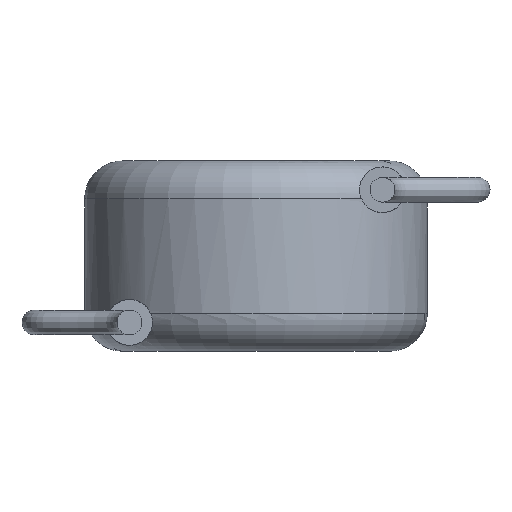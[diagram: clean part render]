
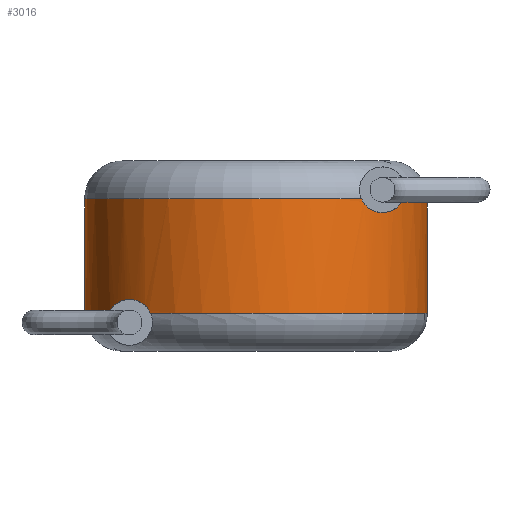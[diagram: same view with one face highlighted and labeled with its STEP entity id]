
A CAD part, front view. The second image highlights one B-rep face of the part: STEP entity #3016.
In plain terms, the highlighted cylindrical face has radius 4.5 mm (diameter 9 mm), a partial arc.
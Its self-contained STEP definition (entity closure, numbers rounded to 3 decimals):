
#37 = AXIS2_PLACEMENT_3D ( 'NONE', #2376, #2316, #1725 ) ;
#45 = B_SPLINE_CURVE_WITH_KNOTS ( 'NONE', 3,
 ( #1507, #2176, #4051, #3415, #1221, #2139, #2799, #3403 ),
 .UNSPECIFIED., .F., .F.,
 ( 4, 2, 2, 4 ),
 ( 0.003, 0.004, 0.004, 0.004 ),
 .UNSPECIFIED. ) ;
#48 = VERTEX_POINT ( 'NONE', #1361 ) ;
#170 = DIRECTION ( 'NONE',  ( 0., 0., -1. ) ) ;
#172 = CIRCLE ( 'NONE', #3974, 4.5 ) ;
#270 = CARTESIAN_POINT ( 'NONE',  ( -3.87, -2.297, 1. ) ) ;
#352 = ORIENTED_EDGE ( 'NONE', *, *, #3095, .T. ) ;
#363 = CARTESIAN_POINT ( 'NONE',  ( 3.321, -3.037, 3.642 ) ) ;
#442 = B_SPLINE_CURVE_WITH_KNOTS ( 'NONE', 3,
 ( #2079, #2374, #1691, #1724, #2358, #768, #3934, #3638, #3295, #2038, #2671, #1419, #2058, #1405 ),
 .UNSPECIFIED., .F., .F.,
 ( 4, 2, 2, 2, 2, 2, 4 ),
 ( 0.002, 0.003, 0.003, 0.003, 0.004, 0.004, 0.004 ),
 .UNSPECIFIED. ) ;
#478 = ORIENTED_EDGE ( 'NONE', *, *, #3692, .F. ) ;
#535 = ORIENTED_EDGE ( 'NONE', *, *, #1035, .T. ) ;
#623 = EDGE_CURVE ( 'NONE', #2646, #3187, #2416, .T. ) ;
#636 = AXIS2_PLACEMENT_3D ( 'NONE', #3755, #3425, #4060 ) ;
#649 = VERTEX_POINT ( 'NONE', #4065 ) ;
#658 = DIRECTION ( 'NONE',  ( 1., 0., 0. ) ) ;
#684 = VECTOR ( 'NONE', #877, 1000. ) ;
#750 = CARTESIAN_POINT ( 'NONE',  ( -4.5, 0., 5. ) ) ;
#762 = CARTESIAN_POINT ( 'NONE',  ( 3.119, -3.246, 3.666 ) ) ;
#768 = CARTESIAN_POINT ( 'NONE',  ( -3.265, -3.098, 1.358 ) ) ;
#801 = CARTESIAN_POINT ( 'NONE',  ( 3.224, -3.143, 3.642 ) ) ;
#859 = EDGE_CURVE ( 'NONE', #48, #2588, #172, .T. ) ;
#877 = DIRECTION ( 'NONE',  ( 0., 0., -1. ) ) ;
#897 = VERTEX_POINT ( 'NONE', #2599 ) ;
#927 = CARTESIAN_POINT ( 'NONE',  ( -4.5, 0., 4. ) ) ;
#984 = EDGE_CURVE ( 'NONE', #3187, #2258, #2466, .T. ) ;
#998 = DIRECTION ( 'NONE',  ( 0., 0., 1. ) ) ;
#1035 = EDGE_CURVE ( 'NONE', #3230, #2646, #1709, .T. ) ;
#1068 = LINE ( 'NONE', #3047, #684 ) ;
#1114 = CARTESIAN_POINT ( 'NONE',  ( 2.923, -3.424, 3.779 ) ) ;
#1123 = EDGE_CURVE ( 'NONE', #48, #2258, #442, .T. ) ;
#1199 = FACE_OUTER_BOUND ( 'NONE', #1971, .T. ) ;
#1219 = ORIENTED_EDGE ( 'NONE', *, *, #859, .T. ) ;
#1221 = CARTESIAN_POINT ( 'NONE',  ( 3.726, -2.524, 3.796 ) ) ;
#1320 = CARTESIAN_POINT ( 'NONE',  ( 4.5, 0., 1. ) ) ;
#1340 = DIRECTION ( 'NONE',  ( 1., 0., 0. ) ) ;
#1361 = CARTESIAN_POINT ( 'NONE',  ( -2.772, -3.545, 1. ) ) ;
#1405 = CARTESIAN_POINT ( 'NONE',  ( -3.87, -2.297, 1. ) ) ;
#1419 = CARTESIAN_POINT ( 'NONE',  ( -3.811, -2.394, 1.109 ) ) ;
#1459 = CARTESIAN_POINT ( 'NONE',  ( 2.772, -3.545, 4. ) ) ;
#1507 = CARTESIAN_POINT ( 'NONE',  ( 3.321, -3.037, 3.642 ) ) ;
#1691 = CARTESIAN_POINT ( 'NONE',  ( -2.939, -3.411, 1.236 ) ) ;
#1709 = CIRCLE ( 'NONE', #2988, 4.5 ) ;
#1724 = CARTESIAN_POINT ( 'NONE',  ( -3.1, -3.262, 1.319 ) ) ;
#1725 = DIRECTION ( 'NONE',  ( 1., 0., 0. ) ) ;
#1849 = ORIENTED_EDGE ( 'NONE', *, *, #984, .T. ) ;
#1971 = EDGE_LOOP ( 'NONE', ( #4123, #352, #478, #2054, #535, #3745, #1849, #3583, #1219 ) ) ;
#2038 = CARTESIAN_POINT ( 'NONE',  ( -3.699, -2.564, 1.227 ) ) ;
#2054 = ORIENTED_EDGE ( 'NONE', *, *, #2068, .F. ) ;
#2058 = CARTESIAN_POINT ( 'NONE',  ( -3.844, -2.341, 1.059 ) ) ;
#2068 = EDGE_CURVE ( 'NONE', #3230, #3131, #3866, .T. ) ;
#2079 = CARTESIAN_POINT ( 'NONE',  ( -2.772, -3.545, 1. ) ) ;
#2139 = CARTESIAN_POINT ( 'NONE',  ( 3.806, -2.403, 3.884 ) ) ;
#2176 = CARTESIAN_POINT ( 'NONE',  ( 3.435, -2.912, 3.642 ) ) ;
#2215 = CYLINDRICAL_SURFACE ( 'NONE', #636, 4.5 ) ;
#2258 = VERTEX_POINT ( 'NONE', #270 ) ;
#2304 = DIRECTION ( 'NONE',  ( 0., 0., 1. ) ) ;
#2316 = DIRECTION ( 'NONE',  ( 0., 0., -1. ) ) ;
#2353 = CARTESIAN_POINT ( 'NONE',  ( 2.828, -3.501, 3.873 ) ) ;
#2358 = CARTESIAN_POINT ( 'NONE',  ( -3.156, -3.208, 1.338 ) ) ;
#2374 = CARTESIAN_POINT ( 'NONE',  ( -2.833, -3.497, 1.138 ) ) ;
#2376 = CARTESIAN_POINT ( 'NONE',  ( 0., 0., 4. ) ) ;
#2416 = LINE ( 'NONE', #750, #4098 ) ;
#2419 = CARTESIAN_POINT ( 'NONE',  ( 3.321, -3.037, 3.642 ) ) ;
#2466 = CIRCLE ( 'NONE', #2913, 4.5 ) ;
#2588 = VERTEX_POINT ( 'NONE', #1320 ) ;
#2599 = CARTESIAN_POINT ( 'NONE',  ( 4.5, 0., 4. ) ) ;
#2646 = VERTEX_POINT ( 'NONE', #927 ) ;
#2671 = CARTESIAN_POINT ( 'NONE',  ( -3.738, -2.506, 1.192 ) ) ;
#2799 = CARTESIAN_POINT ( 'NONE',  ( 3.841, -2.344, 3.936 ) ) ;
#2913 = AXIS2_PLACEMENT_3D ( 'NONE', #3848, #2304, #1340 ) ;
#2917 = CARTESIAN_POINT ( 'NONE',  ( 0., 0., 1. ) ) ;
#2922 = CARTESIAN_POINT ( 'NONE',  ( 0., 0., 4. ) ) ;
#2988 = AXIS2_PLACEMENT_3D ( 'NONE', #2922, #3522, #658 ) ;
#3016 = ADVANCED_FACE ( 'NONE', ( #1199 ), #2215, .T. ) ;
#3047 = CARTESIAN_POINT ( 'NONE',  ( 4.5, 0., 5. ) ) ;
#3079 = CARTESIAN_POINT ( 'NONE',  ( 2.772, -3.545, 4. ) ) ;
#3095 = EDGE_CURVE ( 'NONE', #897, #649, #4132, .T. ) ;
#3131 = VERTEX_POINT ( 'NONE', #363 ) ;
#3187 = VERTEX_POINT ( 'NONE', #3621 ) ;
#3220 = DIRECTION ( 'NONE',  ( 1., 0., 0. ) ) ;
#3230 = VERTEX_POINT ( 'NONE', #3079 ) ;
#3295 = CARTESIAN_POINT ( 'NONE',  ( -3.57, -2.743, 1.313 ) ) ;
#3403 = CARTESIAN_POINT ( 'NONE',  ( 3.87, -2.297, 4. ) ) ;
#3415 = CARTESIAN_POINT ( 'NONE',  ( 3.682, -2.588, 3.76 ) ) ;
#3425 = DIRECTION ( 'NONE',  ( 0., 0., -1. ) ) ;
#3522 = DIRECTION ( 'NONE',  ( 0., 0., -1. ) ) ;
#3583 = ORIENTED_EDGE ( 'NONE', *, *, #1123, .F. ) ;
#3621 = CARTESIAN_POINT ( 'NONE',  ( -4.5, 0., 1. ) ) ;
#3638 = CARTESIAN_POINT ( 'NONE',  ( -3.474, -2.865, 1.347 ) ) ;
#3692 = EDGE_CURVE ( 'NONE', #3131, #649, #45, .T. ) ;
#3745 = ORIENTED_EDGE ( 'NONE', *, *, #623, .T. ) ;
#3755 = CARTESIAN_POINT ( 'NONE',  ( 0., 0., 5. ) ) ;
#3848 = CARTESIAN_POINT ( 'NONE',  ( 0., 0., 1. ) ) ;
#3866 = B_SPLINE_CURVE_WITH_KNOTS ( 'NONE', 3,
 ( #1459, #2353, #1114, #762, #801, #2419 ),
 .UNSPECIFIED., .F., .F.,
 ( 4, 2, 4 ),
 ( 0.002, 0.003, 0.003 ),
 .UNSPECIFIED. ) ;
#3934 = CARTESIAN_POINT ( 'NONE',  ( -3.318, -3.041, 1.36 ) ) ;
#3974 = AXIS2_PLACEMENT_3D ( 'NONE', #2917, #998, #3220 ) ;
#4051 = CARTESIAN_POINT ( 'NONE',  ( 3.541, -2.781, 3.673 ) ) ;
#4060 = DIRECTION ( 'NONE',  ( -1., 0., 0. ) ) ;
#4065 = CARTESIAN_POINT ( 'NONE',  ( 3.87, -2.297, 4. ) ) ;
#4098 = VECTOR ( 'NONE', #170, 1000. ) ;
#4123 = ORIENTED_EDGE ( 'NONE', *, *, #4131, .F. ) ;
#4131 = EDGE_CURVE ( 'NONE', #897, #2588, #1068, .T. ) ;
#4132 = CIRCLE ( 'NONE', #37, 4.5 ) ;
